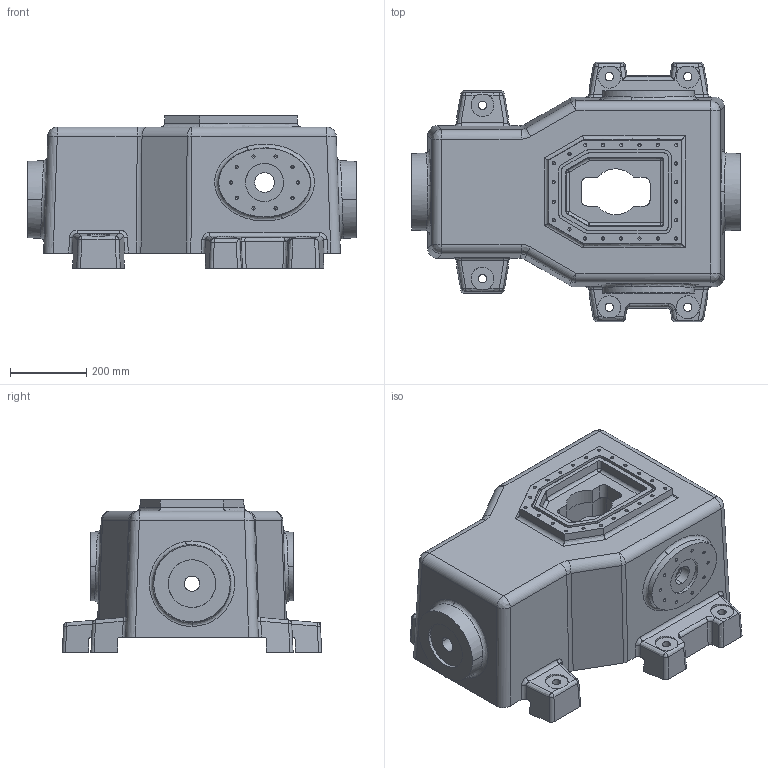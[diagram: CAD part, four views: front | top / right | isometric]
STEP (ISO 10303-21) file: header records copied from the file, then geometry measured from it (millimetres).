
FILE_DESCRIPTION(/* description */ (''),/* implementation_level */ '2;1');
FILE_NAME(/* name */ 'NI673C~1',/* time_stamp */ '2014-04-01T10:37:18-04:00',/* author */ (''),/* organization */ (''),/* preprocessor_version */ 'ST-DEVELOPER v15',/* originating_system */ '',/* authorisation */ '');
FILE_SCHEMA (('CONFIG_CONTROL_DESIGN'));
Length unit declared in the file: millimetre
Products named in the file (1): Document
Bounding box: 859.9 x 680 x 400 mm (x, y, z)
Volume: 46723998.4 mm3; surface area: 2464205.1 mm2
Topology: 1 solids, 1 shells, 597 faces, 1581 edges, 976 vertices
Faces by surface type: bspline 460, plane 137
Entity records: 23052 total; most frequent: CARTESIAN_POINT 14365, ORIENTED_EDGE 2950, EDGE_CURVE 1475, VERTEX_POINT 976, B_SPLINE_CURVE_WITH_KNOTS 730, EDGE_LOOP 715, ADVANCED_FACE 597, FACE_OUTER_BOUND 597
